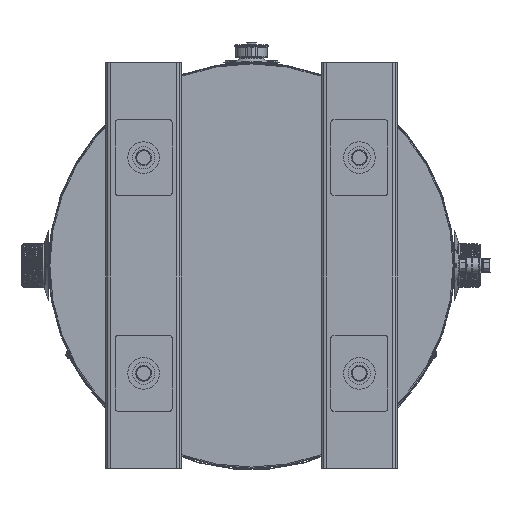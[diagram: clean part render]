
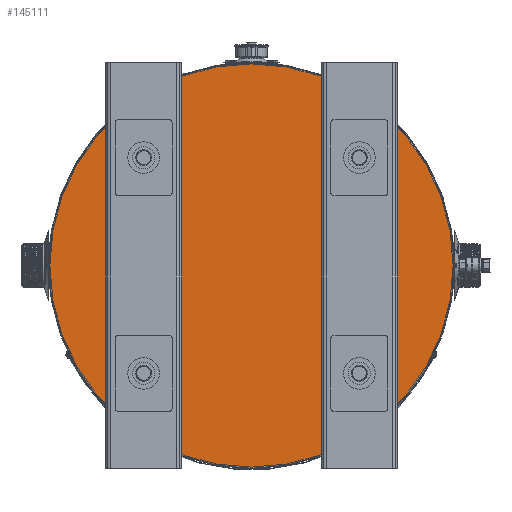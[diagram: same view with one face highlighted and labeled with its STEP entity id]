
A CAD part, front view. The second image highlights one B-rep face of the part: STEP entity #145111.
In plain terms, the highlighted planar face has unit normal (0, -1, 0).
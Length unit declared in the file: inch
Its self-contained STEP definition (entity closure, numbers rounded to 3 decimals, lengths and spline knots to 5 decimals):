
#668 = EDGE_LOOP ( 'NONE', ( #2851 ) ) ;
#1458 = CARTESIAN_POINT ( 'NONE',  ( -8.50738, 1.46875, -8.50738 ) ) ;
#2851 = ORIENTED_EDGE ( 'NONE', *, *, #57030, .T. ) ;
#3388 = DIRECTION ( 'NONE',  ( 0., 1., 0. ) ) ;
#4443 = AXIS2_PLACEMENT_3D ( 'NONE', #44556, #56931, #101103 ) ;
#5346 = AXIS2_PLACEMENT_3D ( 'NONE', #144061, #63777, #32248 ) ;
#9615 = CARTESIAN_POINT ( 'NONE',  ( 8.50738, 1.46875, 8.50738 ) ) ;
#9651 = CIRCLE ( 'NONE', #5346, 1.25 ) ;
#14435 = FACE_BOUND ( 'NONE', #26187, .T. ) ;
#17437 = ORIENTED_EDGE ( 'NONE', *, *, #107572, .T. ) ;
#24160 = CARTESIAN_POINT ( 'NONE',  ( -8.50738, 1.46875, 8.50738 ) ) ;
#26187 = EDGE_LOOP ( 'NONE', ( #138343 ) ) ;
#26321 = CIRCLE ( 'NONE', #37151, 1.25 ) ;
#27569 = CARTESIAN_POINT ( 'NONE',  ( 0., 1.46875, -15.905 ) ) ;
#32248 = DIRECTION ( 'NONE',  ( 0., 0., 1. ) ) ;
#32273 = DIRECTION ( 'NONE',  ( 0., 1., 0. ) ) ;
#35933 = DIRECTION ( 'NONE',  ( 0., 0., 1. ) ) ;
#37110 = AXIS2_PLACEMENT_3D ( 'NONE', #67226, #32273, #111034 ) ;
#37151 = AXIS2_PLACEMENT_3D ( 'NONE', #9615, #100618, #133696 ) ;
#39027 = AXIS2_PLACEMENT_3D ( 'NONE', #1458, #100407, #80254 ) ;
#40218 = VERTEX_POINT ( 'NONE', #44401 ) ;
#44401 = CARTESIAN_POINT ( 'NONE',  ( -8.50738, 1.46875, -7.25738 ) ) ;
#44556 = CARTESIAN_POINT ( 'NONE',  ( 0., 1.46875, 0. ) ) ;
#45577 = PLANE ( 'NONE',  #37110 ) ;
#46237 = FACE_OUTER_BOUND ( 'NONE', #668, .T. ) ;
#48315 = CARTESIAN_POINT ( 'NONE',  ( 8.50738, 1.46875, -7.25738 ) ) ;
#48601 = CARTESIAN_POINT ( 'NONE',  ( 8.50738, 1.46875, 9.75738 ) ) ;
#51426 = FACE_BOUND ( 'NONE', #122202, .T. ) ;
#56931 = DIRECTION ( 'NONE',  ( 0., -1., 0. ) ) ;
#57030 = EDGE_CURVE ( 'NONE', #109852, #109852, #94983, .T. ) ;
#57326 = EDGE_LOOP ( 'NONE', ( #17437 ) ) ;
#57372 = CIRCLE ( 'NONE', #107828, 1.25 ) ;
#63777 = DIRECTION ( 'NONE',  ( 0., 1., 0. ) ) ;
#67226 = CARTESIAN_POINT ( 'NONE',  ( 0., 1.46875, 0. ) ) ;
#68727 = ORIENTED_EDGE ( 'NONE', *, *, #126591, .T. ) ;
#76823 = EDGE_CURVE ( 'NONE', #77987, #77987, #26321, .T. ) ;
#77987 = VERTEX_POINT ( 'NONE', #48601 ) ;
#80254 = DIRECTION ( 'NONE',  ( 0., 0., 1. ) ) ;
#86767 = CARTESIAN_POINT ( 'NONE',  ( -8.50738, 1.46875, 9.75738 ) ) ;
#94983 = CIRCLE ( 'NONE', #4443, 15.905 ) ;
#98413 = VERTEX_POINT ( 'NONE', #48315 ) ;
#100407 = DIRECTION ( 'NONE',  ( 0., 1., 0. ) ) ;
#100618 = DIRECTION ( 'NONE',  ( 0., 1., 0. ) ) ;
#100669 = FACE_BOUND ( 'NONE', #57326, .T. ) ;
#101103 = DIRECTION ( 'NONE',  ( 0., 0., -1. ) ) ;
#105790 = VERTEX_POINT ( 'NONE', #86767 ) ;
#107572 = EDGE_CURVE ( 'NONE', #105790, #105790, #57372, .T. ) ;
#107828 = AXIS2_PLACEMENT_3D ( 'NONE', #24160, #3388, #35933 ) ;
#109852 = VERTEX_POINT ( 'NONE', #27569 ) ;
#111016 = EDGE_LOOP ( 'NONE', ( #137910 ) ) ;
#111034 = DIRECTION ( 'NONE',  ( 0., 0., 1. ) ) ;
#119240 = CIRCLE ( 'NONE', #39027, 1.25 ) ;
#122202 = EDGE_LOOP ( 'NONE', ( #68727 ) ) ;
#123627 = FACE_BOUND ( 'NONE', #111016, .T. ) ;
#126591 = EDGE_CURVE ( 'NONE', #40218, #40218, #119240, .T. ) ;
#129842 = EDGE_CURVE ( 'NONE', #98413, #98413, #9651, .T. ) ;
#133696 = DIRECTION ( 'NONE',  ( 0., 0., 1. ) ) ;
#137910 = ORIENTED_EDGE ( 'NONE', *, *, #76823, .T. ) ;
#138343 = ORIENTED_EDGE ( 'NONE', *, *, #129842, .T. ) ;
#144061 = CARTESIAN_POINT ( 'NONE',  ( 8.50738, 1.46875, -8.50738 ) ) ;
#145111 = ADVANCED_FACE ( 'NONE', ( #51426, #14435, #100669, #123627, #46237 ), #45577, .F. ) ;
